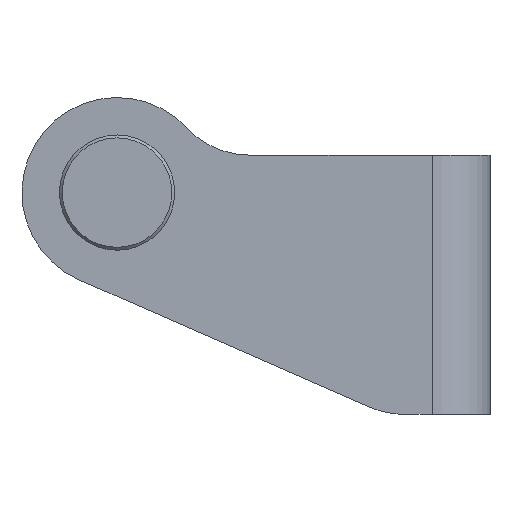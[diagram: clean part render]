
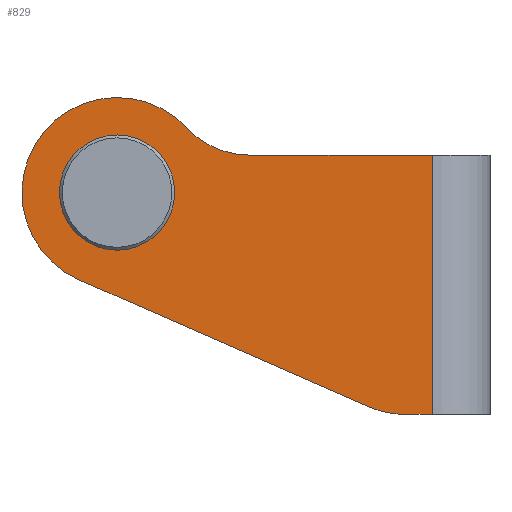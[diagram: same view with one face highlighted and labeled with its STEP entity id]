
A CAD part, left-side view. The second image highlights one B-rep face of the part: STEP entity #829.
In plain terms, the highlighted planar face has unit normal (-1, 0, 0).
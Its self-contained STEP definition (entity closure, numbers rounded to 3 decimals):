
#16=LINE($,#1403,#58);
#46=LINE($,#1493,#88);
#51=LINE($,#1509,#93);
#52=LINE($,#1511,#94);
#58=VECTOR($,#1059,45.);
#88=VECTOR($,#1157,55.129);
#93=VECTOR($,#1176,31.698);
#94=VECTOR($,#1179,4.828);
#120=PLANE($,#934);
#182=FACE_BOUND($,#318,.T.);
#183=FACE_BOUND($,#319,.T.);
#318=EDGE_LOOP($,(#695));
#319=EDGE_LOOP($,(#696,#697,#698,#699,#700,#701,#702));
#346=CIRCLE($,#881,10.);
#365=CIRCLE($,#925,15.);
#367=CIRCLE($,#929,16.5);
#369=CIRCLE($,#932,15.);
#396=VERTEX_POINT($,#1377);
#398=VERTEX_POINT($,#1385);
#403=VERTEX_POINT($,#1395);
#428=VERTEX_POINT($,#1484);
#429=VERTEX_POINT($,#1486);
#431=VERTEX_POINT($,#1492);
#433=VERTEX_POINT($,#1498);
#435=VERTEX_POINT($,#1504);
#463=EDGE_CURVE($,#396,#396,#346,.T.);
#473=EDGE_CURVE($,#398,#403,#16,.T.);
#514=EDGE_CURVE($,#429,#428,#365,.T.);
#517=EDGE_CURVE($,#431,#429,#46,.T.);
#520=EDGE_CURVE($,#433,#431,#367,.T.);
#523=EDGE_CURVE($,#435,#433,#369,.T.);
#526=EDGE_CURVE($,#403,#435,#51,.T.);
#527=EDGE_CURVE($,#428,#398,#52,.T.);
#695=ORIENTED_EDGE($,*,*,#463,.T.);
#696=ORIENTED_EDGE($,*,*,#473,.T.);
#697=ORIENTED_EDGE($,*,*,#526,.T.);
#698=ORIENTED_EDGE($,*,*,#523,.T.);
#699=ORIENTED_EDGE($,*,*,#520,.T.);
#700=ORIENTED_EDGE($,*,*,#517,.T.);
#701=ORIENTED_EDGE($,*,*,#514,.T.);
#702=ORIENTED_EDGE($,*,*,#527,.T.);
#829=ADVANCED_FACE($,(#182,#183),#120,.F.);
#881=AXIS2_PLACEMENT_3D($,#1378,#1031,#1032);
#925=AXIS2_PLACEMENT_3D($,#1487,#1151,#1152);
#929=AXIS2_PLACEMENT_3D($,#1499,#1163,#1164);
#932=AXIS2_PLACEMENT_3D($,#1505,#1170,#1171);
#934=AXIS2_PLACEMENT_3D($,#1510,#1177,#1178);
#1031=DIRECTION('center_axis',(1.,0.,0.));
#1032=DIRECTION('ref_axis',(0.,0.,
1.));
#1059=DIRECTION($,(0.,0.,1.));
#1151=DIRECTION('center_axis',(-1.,0.,0.));
#1152=DIRECTION('ref_axis',(0.,0.,
1.));
#1157=DIRECTION($,(0.,-0.916,-0.401));
#1163=DIRECTION('center_axis',(-1.,0.,0.));
#1164=DIRECTION('ref_axis',(0.,-1.,0.));
#1170=DIRECTION('center_axis',(1.,0.,0.));
#1171=DIRECTION('ref_axis',(0.,0.,
-1.));
#1176=DIRECTION($,(0.,1.,0.));
#1177=DIRECTION('center_axis',(1.,0.,0.));
#1178=DIRECTION('ref_axis',(0.,0.,1.));
#1179=DIRECTION($,(0.,-1.,0.));
#1377=CARTESIAN_POINT('',(-30.595,64.72,6.));
#1378=CARTESIAN_POINT('Origin',(-30.595,64.72,16.));
#1385=CARTESIAN_POINT('',(-30.595,10.,-22.5));
#1395=CARTESIAN_POINT('',(-30.595,10.,22.5));
#1403=CARTESIAN_POINT($,(-30.595,10.,-8.182));
#1484=CARTESIAN_POINT('',(-30.595,14.828,-22.5));
#1486=CARTESIAN_POINT('',(-30.595,20.848,-21.239));
#1487=CARTESIAN_POINT('Origin',(-30.595,14.828,-7.5));
#1492=CARTESIAN_POINT('',(-30.595,71.342,0.887));
#1493=CARTESIAN_POINT($,(-30.595,71.342,0.887));
#1498=CARTESIAN_POINT('',(-30.595,52.661,27.262));
#1499=CARTESIAN_POINT('Origin',(-30.595,64.72,16.));
#1504=CARTESIAN_POINT('',(-30.595,41.698,22.5));
#1505=CARTESIAN_POINT('Origin',(-30.595,41.698,37.5));
#1509=CARTESIAN_POINT($,(-30.595,-50.03,22.5));
#1510=CARTESIAN_POINT('Origin',(-30.595,-21.905,6.136));
#1511=CARTESIAN_POINT($,(-30.595,14.828,-22.5));
